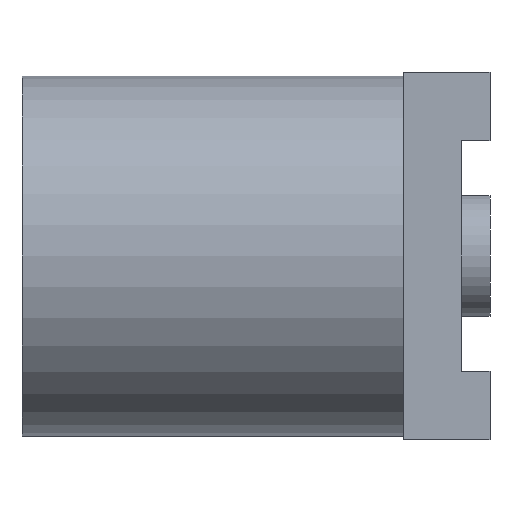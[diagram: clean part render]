
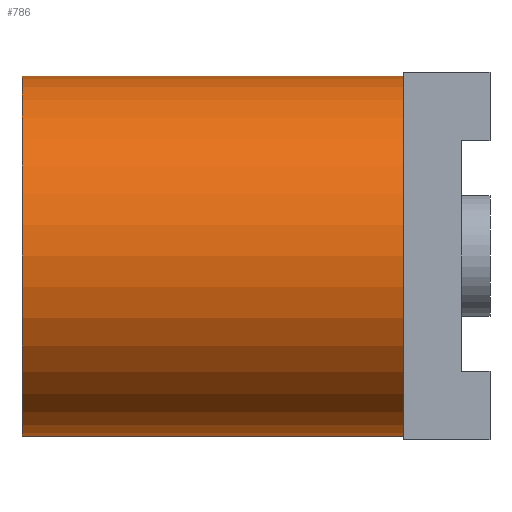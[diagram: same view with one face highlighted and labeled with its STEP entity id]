
A CAD part, front view. The second image highlights one B-rep face of the part: STEP entity #786.
In plain terms, the highlighted cylindrical face has radius 1.25 mm (diameter 2.5 mm), a partial arc.
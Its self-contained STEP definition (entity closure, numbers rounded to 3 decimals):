
#41=CARTESIAN_POINT('',(652.137,59.014,0.));
#42=DIRECTION('',(-1.,0.,0.));
#43=DIRECTION('',(0.,0.,-1.));
#44=AXIS2_PLACEMENT_3D('',#41,#42,#43);
#66=DIRECTION('',(1.,0.,0.));
#67=VECTOR('',#66,2.65);
#68=CARTESIAN_POINT('',(652.137,59.014,-1.25));
#69=LINE('',#68,#67);
#70=DIRECTION('',(1.,0.,0.));
#71=VECTOR('',#70,2.65);
#72=CARTESIAN_POINT('',(652.137,59.014,1.25));
#73=LINE('',#72,#71);
#90=CARTESIAN_POINT('',(654.787,59.014,0.));
#91=DIRECTION('',(1.,0.,0.));
#92=DIRECTION('',(0.,0.,1.));
#93=AXIS2_PLACEMENT_3D('',#90,#91,#92);
#547=CARTESIAN_POINT('',(652.137,59.014,1.25));
#548=CARTESIAN_POINT('',(652.137,59.014,-1.25));
#549=VERTEX_POINT('',#547);
#550=VERTEX_POINT('',#548);
#565=CARTESIAN_POINT('',(654.787,59.014,-1.25));
#566=CARTESIAN_POINT('',(654.787,59.014,1.25));
#567=VERTEX_POINT('',#565);
#568=VERTEX_POINT('',#566);
#772=CARTESIAN_POINT('',(652.067,59.014,0.));
#773=DIRECTION('',(-1.,0.,0.));
#774=DIRECTION('',(0.,0.,1.));
#775=AXIS2_PLACEMENT_3D('',#772,#773,#774);
#776=CYLINDRICAL_SURFACE('',#775,1.25);
#777=ORIENTED_EDGE('',*,*,#760,.T.);
#779=ORIENTED_EDGE('',*,*,#778,.T.);
#781=ORIENTED_EDGE('',*,*,#780,.T.);
#783=ORIENTED_EDGE('',*,*,#782,.F.);
#784=EDGE_LOOP('',(#777,#779,#781,#783));
#785=FACE_OUTER_BOUND('',#784,.F.);
#786=ADVANCED_FACE('',(#785),#776,.T.);
#45=CIRCLE('',#44,1.25);
#94=CIRCLE('',#93,1.25);
#760=EDGE_CURVE('',#550,#549,#45,.T.);
#778=EDGE_CURVE('',#549,#568,#73,.T.);
#780=EDGE_CURVE('',#568,#567,#94,.T.);
#782=EDGE_CURVE('',#550,#567,#69,.T.);
